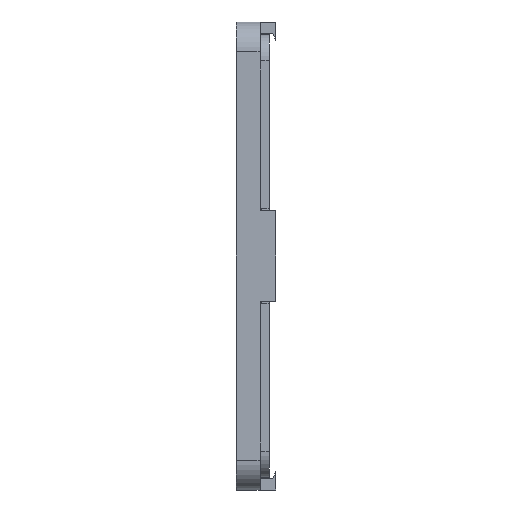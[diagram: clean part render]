
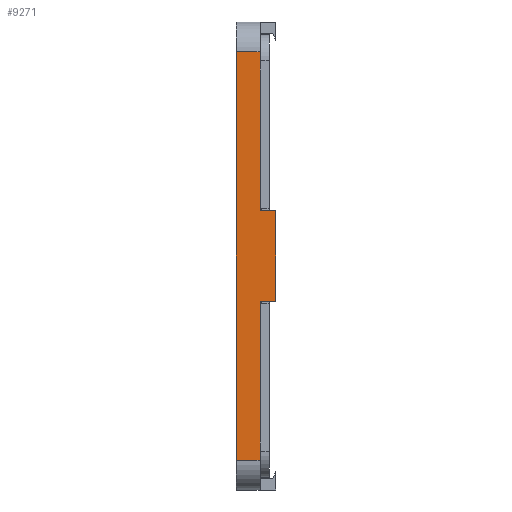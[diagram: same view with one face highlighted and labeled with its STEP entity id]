
A CAD part, left-side view. The second image highlights one B-rep face of the part: STEP entity #9271.
In plain terms, the highlighted face is planar.
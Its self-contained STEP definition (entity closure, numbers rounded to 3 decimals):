
#826 = VERTEX_POINT ( 'NONE', #16397 ) ;
#890 = EDGE_CURVE ( 'NONE', #1564, #3835, #5057, .T. ) ;
#919 = DIRECTION ( 'NONE',  ( 0., 0., -1. ) ) ;
#1000 = VECTOR ( 'NONE', #919, 1000. ) ;
#1249 = VECTOR ( 'NONE', #2371, 1000. ) ;
#1564 = VERTEX_POINT ( 'NONE', #6473 ) ;
#1855 = CARTESIAN_POINT ( 'NONE',  ( 62.6, 6.4, -54.6 ) ) ;
#1913 = EDGE_CURVE ( 'NONE', #10720, #7833, #11024, .T. ) ;
#1998 = EDGE_CURVE ( 'NONE', #3647, #826, #2589, .T. ) ;
#2020 = ORIENTED_EDGE ( 'NONE', *, *, #1913, .T. ) ;
#2057 = CARTESIAN_POINT ( 'NONE',  ( 62.6, 0., -54.6 ) ) ;
#2130 = VECTOR ( 'NONE', #2789, 1000. ) ;
#2276 = DIRECTION ( 'NONE',  ( 0., -1., 0. ) ) ;
#2371 = DIRECTION ( 'NONE',  ( 0., 0., -1. ) ) ;
#2420 = VECTOR ( 'NONE', #5002, 1000. ) ;
#2589 = LINE ( 'NONE', #11293, #2130 ) ;
#2789 = DIRECTION ( 'NONE',  ( 0., 1., 0. ) ) ;
#2923 = VERTEX_POINT ( 'NONE', #5625 ) ;
#3030 = EDGE_CURVE ( 'NONE', #9194, #3647, #10400, .T. ) ;
#3043 = CARTESIAN_POINT ( 'NONE',  ( 62.6, -4.2, 12.1 ) ) ;
#3571 = CARTESIAN_POINT ( 'NONE',  ( 62.6, -4.2, 12.1 ) ) ;
#3647 = VERTEX_POINT ( 'NONE', #9932 ) ;
#3649 = ORIENTED_EDGE ( 'NONE', *, *, #1998, .T. ) ;
#3709 = CARTESIAN_POINT ( 'NONE',  ( 62.6, 0., -54.6 ) ) ;
#3754 = FACE_OUTER_BOUND ( 'NONE', #7186, .T. ) ;
#3835 = VERTEX_POINT ( 'NONE', #1855 ) ;
#4645 = CARTESIAN_POINT ( 'NONE',  ( 62.6, 0., 54.6 ) ) ;
#4734 = DIRECTION ( 'NONE',  ( 0., 0., 1. ) ) ;
#5002 = DIRECTION ( 'NONE',  ( 0., 0., -1. ) ) ;
#5057 = LINE ( 'NONE', #5234, #1249 ) ;
#5234 = CARTESIAN_POINT ( 'NONE',  ( 62.6, 6.4, -54.6 ) ) ;
#5625 = CARTESIAN_POINT ( 'NONE',  ( 62.6, 0., -54.6 ) ) ;
#5889 = ORIENTED_EDGE ( 'NONE', *, *, #13930, .T. ) ;
#6080 = CARTESIAN_POINT ( 'NONE',  ( 62.6, 6.4, -54.6 ) ) ;
#6221 = CARTESIAN_POINT ( 'NONE',  ( 62.6, 0., 12.1 ) ) ;
#6372 = DIRECTION ( 'NONE',  ( 0., 0., -1. ) ) ;
#6473 = CARTESIAN_POINT ( 'NONE',  ( 62.6, 6.4, 54.6 ) ) ;
#7118 = VECTOR ( 'NONE', #2276, 1000. ) ;
#7186 = EDGE_LOOP ( 'NONE', ( #2020, #18266, #13726, #3649, #5889, #14955, #16006, #10584 ) ) ;
#7621 = DIRECTION ( 'NONE',  ( 0., 1., 0. ) ) ;
#7704 = VECTOR ( 'NONE', #6372, 1000. ) ;
#7833 = VERTEX_POINT ( 'NONE', #14723 ) ;
#7992 = CARTESIAN_POINT ( 'NONE',  ( 62.6, 6.4, 54.6 ) ) ;
#8275 = DIRECTION ( 'NONE',  ( 0., -1., 0. ) ) ;
#8359 = VECTOR ( 'NONE', #8275, 1000. ) ;
#9194 = VERTEX_POINT ( 'NONE', #3043 ) ;
#9271 = ADVANCED_FACE ( 'NONE', ( #3754 ), #17420, .F. ) ;
#9932 = CARTESIAN_POINT ( 'NONE',  ( 62.6, -4.2, -12.1 ) ) ;
#10400 = LINE ( 'NONE', #3571, #2420 ) ;
#10584 = ORIENTED_EDGE ( 'NONE', *, *, #16345, .T. ) ;
#10720 = VERTEX_POINT ( 'NONE', #4645 ) ;
#11024 = LINE ( 'NONE', #2057, #7704 ) ;
#11293 = CARTESIAN_POINT ( 'NONE',  ( 62.6, 0., -12.1 ) ) ;
#11693 = LINE ( 'NONE', #18216, #8359 ) ;
#11769 = AXIS2_PLACEMENT_3D ( 'NONE', #6080, #13199, #4734 ) ;
#12180 = EDGE_CURVE ( 'NONE', #3835, #2923, #11693, .T. ) ;
#13199 = DIRECTION ( 'NONE',  ( -1., 0., 0. ) ) ;
#13726 = ORIENTED_EDGE ( 'NONE', *, *, #3030, .T. ) ;
#13930 = EDGE_CURVE ( 'NONE', #826, #2923, #16085, .T. ) ;
#14638 = LINE ( 'NONE', #7992, #7118 ) ;
#14723 = CARTESIAN_POINT ( 'NONE',  ( 62.6, 0., 12.1 ) ) ;
#14955 = ORIENTED_EDGE ( 'NONE', *, *, #12180, .F. ) ;
#15542 = VECTOR ( 'NONE', #7621, 1000. ) ;
#16006 = ORIENTED_EDGE ( 'NONE', *, *, #890, .F. ) ;
#16085 = LINE ( 'NONE', #3709, #1000 ) ;
#16345 = EDGE_CURVE ( 'NONE', #1564, #10720, #14638, .T. ) ;
#16397 = CARTESIAN_POINT ( 'NONE',  ( 62.6, 0., -12.1 ) ) ;
#16452 = LINE ( 'NONE', #6221, #15542 ) ;
#17420 = PLANE ( 'NONE',  #11769 ) ;
#18108 = EDGE_CURVE ( 'NONE', #9194, #7833, #16452, .T. ) ;
#18216 = CARTESIAN_POINT ( 'NONE',  ( 62.6, 6.4, -54.6 ) ) ;
#18266 = ORIENTED_EDGE ( 'NONE', *, *, #18108, .F. ) ;
